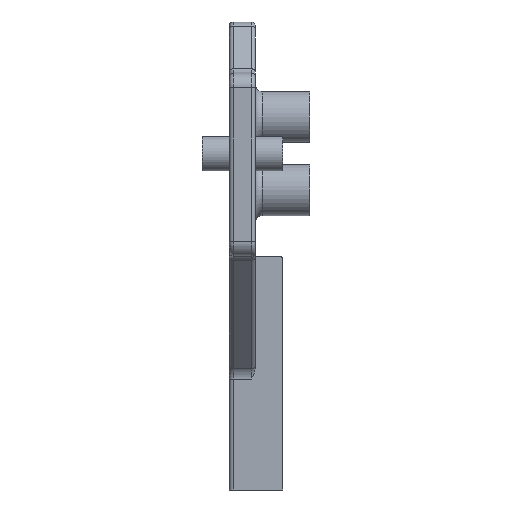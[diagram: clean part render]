
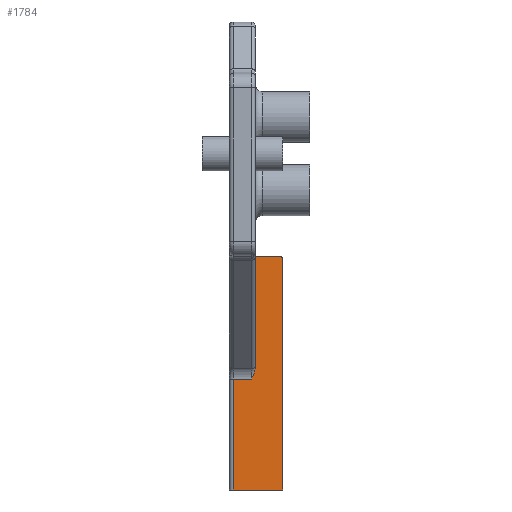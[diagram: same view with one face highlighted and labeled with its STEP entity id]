
A CAD part, left-side view. The second image highlights one B-rep face of the part: STEP entity #1784.
In plain terms, the highlighted planar face has unit normal (-1, 0, 0).
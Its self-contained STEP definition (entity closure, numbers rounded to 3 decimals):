
#149 = EDGE_LOOP ( 'NONE', ( #7074, #6158, #5598, #4447, #3506, #6785, #5483, #240 ) ) ;
#172 = DIRECTION ( 'NONE',  ( 0., 0., -1. ) ) ;
#221 = CARTESIAN_POINT ( 'NONE',  ( 32.43, 54.074, 47.865 ) ) ;
#240 = ORIENTED_EDGE ( 'NONE', *, *, #4785, .T. ) ;
#246 = LINE ( 'NONE', #5928, #7312 ) ;
#361 = LINE ( 'NONE', #6531, #3234 ) ;
#668 = AXIS2_PLACEMENT_3D ( 'NONE', #2690, #6502, #3284 ) ;
#826 = VERTEX_POINT ( 'NONE', #1851 ) ;
#842 = CARTESIAN_POINT ( 'NONE',  ( 32.43, 50.646, 48.838 ) ) ;
#1149 = LINE ( 'NONE', #5034, #2611 ) ;
#1177 = VERTEX_POINT ( 'NONE', #7206 ) ;
#1442 = DIRECTION ( 'NONE',  ( 0., 1., 0. ) ) ;
#1471 = CARTESIAN_POINT ( 'NONE',  ( 32.43, 50.955, 48.101 ) ) ;
#1709 = LINE ( 'NONE', #7043, #4698 ) ;
#1784 = ADVANCED_FACE ( 'NONE', ( #6709 ), #5401, .F. ) ;
#1811 = VECTOR ( 'NONE', #1442, 1000. ) ;
#1851 = CARTESIAN_POINT ( 'NONE',  ( 32.43, 47.324, 64.693 ) ) ;
#2019 = LINE ( 'NONE', #221, #6086 ) ;
#2080 = CARTESIAN_POINT ( 'NONE',  ( 32.43, 50.574, 49.365 ) ) ;
#2102 = CARTESIAN_POINT ( 'NONE',  ( 32.43, 51.074, 47.865 ) ) ;
#2104 = DIRECTION ( 'NONE',  ( 0., 1., 0. ) ) ;
#2169 = CARTESIAN_POINT ( 'NONE',  ( 32.43, 50.574, 64.693 ) ) ;
#2611 = VECTOR ( 'NONE', #7059, 1000. ) ;
#2621 = DIRECTION ( 'NONE',  ( 0., -1., 0. ) ) ;
#2650 = AXIS2_PLACEMENT_3D ( 'NONE', #6440, #5284, #5258 ) ;
#2690 = CARTESIAN_POINT ( 'NONE',  ( 32.43, 47.324, 64.193 ) ) ;
#2995 = VERTEX_POINT ( 'NONE', #3089 ) ;
#3075 = VERTEX_POINT ( 'NONE', #7389 ) ;
#3089 = CARTESIAN_POINT ( 'NONE',  ( 32.43, 50.574, 49.365 ) ) ;
#3234 = VECTOR ( 'NONE', #7116, 1000. ) ;
#3235 = VERTEX_POINT ( 'NONE', #2102 ) ;
#3284 = DIRECTION ( 'NONE',  ( 0., 0., -1. ) ) ;
#3506 = ORIENTED_EDGE ( 'NONE', *, *, #4519, .T. ) ;
#4078 = EDGE_CURVE ( 'NONE', #7018, #2995, #1149, .T. ) ;
#4113 = VERTEX_POINT ( 'NONE', #5586 ) ;
#4212 = B_SPLINE_CURVE_WITH_KNOTS ( 'NONE', 3,
 ( #2080, #5979, #842, #5063, #1471, #5554 ),
 .UNSPECIFIED., .F., .F.,
 ( 4, 2, 4 ),
 ( 0., 0.001, 0.002 ),
 .UNSPECIFIED. ) ;
#4447 = ORIENTED_EDGE ( 'NONE', *, *, #4078, .T. ) ;
#4503 = EDGE_CURVE ( 'NONE', #3075, #1177, #1709, .T. ) ;
#4514 = EDGE_CURVE ( 'NONE', #3075, #826, #6240, .T. ) ;
#4516 = EDGE_CURVE ( 'NONE', #826, #7018, #4987, .T. ) ;
#4519 = EDGE_CURVE ( 'NONE', #2995, #3235, #4212, .T. ) ;
#4528 = EDGE_CURVE ( 'NONE', #3235, #6096, #2019, .T. ) ;
#4531 = EDGE_CURVE ( 'NONE', #6096, #4113, #361, .T. ) ;
#4698 = VECTOR ( 'NONE', #172, 1000. ) ;
#4785 = EDGE_CURVE ( 'NONE', #4113, #1177, #246, .T. ) ;
#4987 = LINE ( 'NONE', #5531, #1811 ) ;
#5034 = CARTESIAN_POINT ( 'NONE',  ( 32.43, 50.574, 32.693 ) ) ;
#5063 = CARTESIAN_POINT ( 'NONE',  ( 32.43, 50.835, 48.341 ) ) ;
#5258 = DIRECTION ( 'NONE',  ( 0., 0., -1. ) ) ;
#5284 = DIRECTION ( 'NONE',  ( 1., 0., 0. ) ) ;
#5401 = PLANE ( 'NONE',  #2650 ) ;
#5483 = ORIENTED_EDGE ( 'NONE', *, *, #4531, .T. ) ;
#5531 = CARTESIAN_POINT ( 'NONE',  ( 32.43, 14.767, 64.693 ) ) ;
#5554 = CARTESIAN_POINT ( 'NONE',  ( 32.43, 51.074, 47.865 ) ) ;
#5586 = CARTESIAN_POINT ( 'NONE',  ( 32.43, 53.574, 32.693 ) ) ;
#5598 = ORIENTED_EDGE ( 'NONE', *, *, #4516, .T. ) ;
#5928 = CARTESIAN_POINT ( 'NONE',  ( 32.43, 54.074, 32.693 ) ) ;
#5979 = CARTESIAN_POINT ( 'NONE',  ( 32.43, 50.574, 49.096 ) ) ;
#6086 = VECTOR ( 'NONE', #2104, 1000. ) ;
#6096 = VERTEX_POINT ( 'NONE', #6180 ) ;
#6158 = ORIENTED_EDGE ( 'NONE', *, *, #4514, .T. ) ;
#6180 = CARTESIAN_POINT ( 'NONE',  ( 32.43, 53.574, 47.865 ) ) ;
#6240 = CIRCLE ( 'NONE', #668, 0.5 ) ;
#6440 = CARTESIAN_POINT ( 'NONE',  ( 32.43, 54.074, 48.693 ) ) ;
#6502 = DIRECTION ( 'NONE',  ( -1., 0., 0. ) ) ;
#6531 = CARTESIAN_POINT ( 'NONE',  ( 32.43, 53.574, 32.693 ) ) ;
#6709 = FACE_OUTER_BOUND ( 'NONE', #149, .T. ) ;
#6785 = ORIENTED_EDGE ( 'NONE', *, *, #4528, .T. ) ;
#7018 = VERTEX_POINT ( 'NONE', #2169 ) ;
#7043 = CARTESIAN_POINT ( 'NONE',  ( 32.43, 46.824, 32.693 ) ) ;
#7059 = DIRECTION ( 'NONE',  ( 0., 0., -1. ) ) ;
#7074 = ORIENTED_EDGE ( 'NONE', *, *, #4503, .F. ) ;
#7116 = DIRECTION ( 'NONE',  ( 0., 0., -1. ) ) ;
#7206 = CARTESIAN_POINT ( 'NONE',  ( 32.43, 46.824, 32.693 ) ) ;
#7312 = VECTOR ( 'NONE', #2621, 1000. ) ;
#7389 = CARTESIAN_POINT ( 'NONE',  ( 32.43, 46.824, 64.193 ) ) ;
